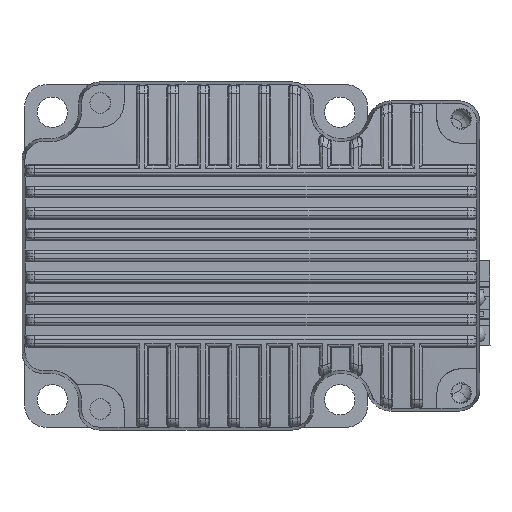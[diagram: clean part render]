
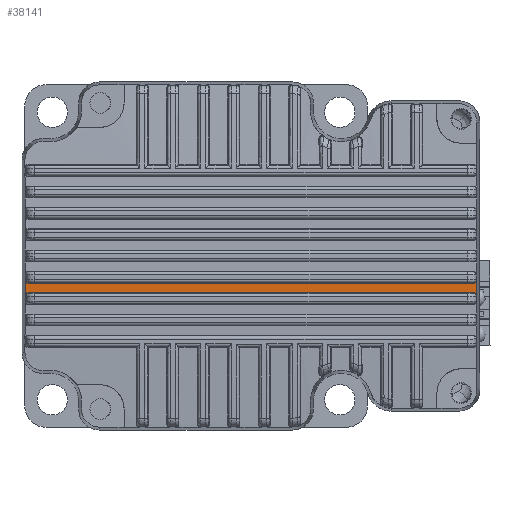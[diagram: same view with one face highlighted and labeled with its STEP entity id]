
A CAD part, front view. The second image highlights one B-rep face of the part: STEP entity #38141.
In plain terms, the highlighted cylindrical face has radius 272.359 mm (diameter 544.717 mm), a partial arc.
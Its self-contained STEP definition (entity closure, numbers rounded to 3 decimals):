
#699 = VERTEX_POINT ( 'NONE', #31721 ) ;
#1086 = EDGE_CURVE ( 'NONE', #3207, #699, #9423, .T. ) ;
#1556 = ORIENTED_EDGE ( 'NONE', *, *, #35472, .F. ) ;
#1966 = VECTOR ( 'NONE', #26854, 1000. ) ;
#2041 = CARTESIAN_POINT ( 'NONE',  ( -16.711, -108.114, 57.1 ) ) ;
#2355 = CARTESIAN_POINT ( 'NONE',  ( -16.844, -108.084, 55.541 ) ) ;
#2584 = CYLINDRICAL_SURFACE ( 'NONE', #33630, 272.359 ) ;
#2752 = VERTEX_POINT ( 'NONE', #32242 ) ;
#2931 = ORIENTED_EDGE ( 'NONE', *, *, #5231, .F. ) ;
#3207 = VERTEX_POINT ( 'NONE', #18856 ) ;
#3501 = EDGE_CURVE ( 'NONE', #35767, #19667, #7785, .T. ) ;
#4008 = FACE_OUTER_BOUND ( 'NONE', #36832, .T. ) ;
#4203 = CARTESIAN_POINT ( 'NONE',  ( -16.972, -108.115, 57.154 ) ) ;
#5231 = EDGE_CURVE ( 'NONE', #40586, #32210, #13189, .T. ) ;
#5293 = B_SPLINE_CURVE_WITH_KNOTS ( 'NONE', 3,
 ( #33978, #27727, #40458, #21491, #2355, #24684 ),
 .UNSPECIFIED., .F., .F.,
 ( 4, 2, 4 ),
 ( 0., 0., 0.001 ),
 .UNSPECIFIED. ) ;
#5873 = DIRECTION ( 'NONE',  ( -1., 0., 0. ) ) ;
#6005 = B_SPLINE_CURVE_WITH_KNOTS ( 'NONE', 3,
 ( #8687, #11858, #34163, #15044, #37338, #18300 ),
 .UNSPECIFIED., .F., .F.,
 ( 4, 2, 4 ),
 ( 0., 0., 0.001 ),
 .UNSPECIFIED. ) ;
#7360 = CARTESIAN_POINT ( 'NONE',  ( 56.886, -108.122, 57.6 ) ) ;
#7421 = CARTESIAN_POINT ( 'NONE',  ( -17.211, -108.12, 57.468 ) ) ;
#7785 = LINE ( 'NONE', #8954, #22773 ) ;
#8587 = EDGE_CURVE ( 'NONE', #2752, #3207, #5293, .T. ) ;
#8687 = CARTESIAN_POINT ( 'NONE',  ( 56.886, -108.073, 55.042 ) ) ;
#8954 = CARTESIAN_POINT ( 'NONE',  ( 184.931, -108.114, 57.1 ) ) ;
#9062 = CARTESIAN_POINT ( 'NONE',  ( -17.211, -108.11, 56.747 ) ) ;
#9380 = CARTESIAN_POINT ( 'NONE',  ( -17.211, -108.122, 57.6 ) ) ;
#9423 = LINE ( 'NONE', #23805, #1966 ) ;
#10034 = CARTESIAN_POINT ( 'NONE',  ( 56.886, -108.122, 57.6 ) ) ;
#10096 = CARTESIAN_POINT ( 'NONE',  ( 56.886, -108.122, 57.6 ) ) ;
#10536 = CARTESIAN_POINT ( 'NONE',  ( 56.886, -108.073, 55.042 ) ) ;
#11081 = ORIENTED_EDGE ( 'NONE', *, *, #22631, .T. ) ;
#11858 = CARTESIAN_POINT ( 'NONE',  ( 56.886, -108.076, 55.174 ) ) ;
#13189 =( BOUNDED_CURVE ( )  B_SPLINE_CURVE ( 3, ( #7360, #26474, #29667, #10536 ),
 .UNSPECIFIED., .F., .T. ) 
 B_SPLINE_CURVE_WITH_KNOTS ( ( 4, 4 ),
 ( 0.015, 0.024 ),
 .UNSPECIFIED. ) 
 CURVE ( )  GEOMETRIC_REPRESENTATION_ITEM ( )  RATIONAL_B_SPLINE_CURVE ( ( 1., 1., 1., 1. ) ) 
 REPRESENTATION_ITEM ( '' )  );
#13216 = CARTESIAN_POINT ( 'NONE',  ( 56.886, -108.12, 57.468 ) ) ;
#14059 =( BOUNDED_CURVE ( )  B_SPLINE_CURVE ( 3, ( #40762, #21796, #9062, #31369 ),
 .UNSPECIFIED., .F., .F. ) 
 B_SPLINE_CURVE_WITH_KNOTS ( ( 4, 4 ),
 ( 3.118, 3.127 ),
 .UNSPECIFIED. ) 
 CURVE ( )  GEOMETRIC_REPRESENTATION_ITEM ( )  RATIONAL_B_SPLINE_CURVE ( ( 1., 1., 1., 1. ) ) 
 REPRESENTATION_ITEM ( '' )  );
#14535 = ORIENTED_EDGE ( 'NONE', *, *, #24260, .F. ) ;
#15044 = CARTESIAN_POINT ( 'NONE',  ( 56.648, -108.083, 55.487 ) ) ;
#16447 = CARTESIAN_POINT ( 'NONE',  ( 56.647, -108.115, 57.154 ) ) ;
#17746 = B_SPLINE_CURVE_WITH_KNOTS ( 'NONE', 3,
 ( #10034, #13216, #35530, #16447, #38690, #19692 ),
 .UNSPECIFIED., .F., .F.,
 ( 4, 2, 4 ),
 ( 0., 0., 0.001 ),
 .UNSPECIFIED. ) ;
#18300 = CARTESIAN_POINT ( 'NONE',  ( 56.386, -108.084, 55.541 ) ) ;
#18856 = CARTESIAN_POINT ( 'NONE',  ( -16.712, -108.084, 55.541 ) ) ;
#19667 = VERTEX_POINT ( 'NONE', #2041 ) ;
#19692 = CARTESIAN_POINT ( 'NONE',  ( 56.386, -108.114, 57.1 ) ) ;
#20208 = CARTESIAN_POINT ( 'NONE',  ( 56.386, -108.114, 57.1 ) ) ;
#21491 = CARTESIAN_POINT ( 'NONE',  ( -16.973, -108.083, 55.487 ) ) ;
#21796 = CARTESIAN_POINT ( 'NONE',  ( -17.211, -108.093, 55.894 ) ) ;
#22138 = ORIENTED_EDGE ( 'NONE', *, *, #1086, .T. ) ;
#22631 = EDGE_CURVE ( 'NONE', #19667, #29005, #32729, .T. ) ;
#22773 = VECTOR ( 'NONE', #5873, 1000. ) ;
#23205 = CARTESIAN_POINT ( 'NONE',  ( -16.711, -108.114, 57.1 ) ) ;
#23339 = CARTESIAN_POINT ( 'NONE',  ( -16.843, -108.114, 57.1 ) ) ;
#23805 = CARTESIAN_POINT ( 'NONE',  ( 184.931, -108.084, 55.541 ) ) ;
#24260 = EDGE_CURVE ( 'NONE', #2752, #29005, #14059, .T. ) ;
#24684 = CARTESIAN_POINT ( 'NONE',  ( -16.712, -108.084, 55.541 ) ) ;
#26474 = CARTESIAN_POINT ( 'NONE',  ( 56.886, -108.11, 56.747 ) ) ;
#26534 = DIRECTION ( 'NONE',  ( 0., 0., 1. ) ) ;
#26538 = CARTESIAN_POINT ( 'NONE',  ( -17.157, -108.118, 57.339 ) ) ;
#26772 = ORIENTED_EDGE ( 'NONE', *, *, #8587, .T. ) ;
#26854 = DIRECTION ( 'NONE',  ( 1., 0., 0. ) ) ;
#27727 = CARTESIAN_POINT ( 'NONE',  ( -17.212, -108.076, 55.174 ) ) ;
#29005 = VERTEX_POINT ( 'NONE', #9380 ) ;
#29397 = ORIENTED_EDGE ( 'NONE', *, *, #35694, .T. ) ;
#29588 = DIRECTION ( 'NONE',  ( -1., 0., 0. ) ) ;
#29667 = CARTESIAN_POINT ( 'NONE',  ( 56.886, -108.093, 55.894 ) ) ;
#29726 = CARTESIAN_POINT ( 'NONE',  ( -17.211, -108.122, 57.6 ) ) ;
#29961 = CARTESIAN_POINT ( 'NONE',  ( 56.886, -108.073, 55.042 ) ) ;
#31369 = CARTESIAN_POINT ( 'NONE',  ( -17.211, -108.122, 57.6 ) ) ;
#31721 = CARTESIAN_POINT ( 'NONE',  ( 56.386, -108.084, 55.541 ) ) ;
#32210 = VERTEX_POINT ( 'NONE', #29961 ) ;
#32242 = CARTESIAN_POINT ( 'NONE',  ( -17.212, -108.073, 55.042 ) ) ;
#32729 = B_SPLINE_CURVE_WITH_KNOTS ( 'NONE', 3,
 ( #23205, #23339, #4203, #26538, #7421, #29726 ),
 .UNSPECIFIED., .F., .F.,
 ( 4, 2, 4 ),
 ( 0., 0., 0.001 ),
 .UNSPECIFIED. ) ;
#33630 = AXIS2_PLACEMENT_3D ( 'NONE', #35954, #29588, #26534 ) ;
#33978 = CARTESIAN_POINT ( 'NONE',  ( -17.212, -108.073, 55.042 ) ) ;
#34163 = CARTESIAN_POINT ( 'NONE',  ( 56.832, -108.079, 55.303 ) ) ;
#34708 = ORIENTED_EDGE ( 'NONE', *, *, #3501, .T. ) ;
#35472 = EDGE_CURVE ( 'NONE', #32210, #699, #6005, .T. ) ;
#35530 = CARTESIAN_POINT ( 'NONE',  ( 56.831, -108.118, 57.339 ) ) ;
#35694 = EDGE_CURVE ( 'NONE', #40586, #35767, #17746, .T. ) ;
#35767 = VERTEX_POINT ( 'NONE', #20208 ) ;
#35954 = CARTESIAN_POINT ( 'NONE',  ( 184.931, 164.208, 61.57 ) ) ;
#36832 = EDGE_LOOP ( 'NONE', ( #14535, #26772, #22138, #1556, #2931, #29397, #34708, #11081 ) ) ;
#37338 = CARTESIAN_POINT ( 'NONE',  ( 56.518, -108.084, 55.541 ) ) ;
#38141 = ADVANCED_FACE ( 'NONE', ( #4008 ), #2584, .T. ) ;
#38690 = CARTESIAN_POINT ( 'NONE',  ( 56.518, -108.114, 57.1 ) ) ;
#40458 = CARTESIAN_POINT ( 'NONE',  ( -17.158, -108.079, 55.303 ) ) ;
#40586 = VERTEX_POINT ( 'NONE', #10096 ) ;
#40762 = CARTESIAN_POINT ( 'NONE',  ( -17.212, -108.073, 55.042 ) ) ;
